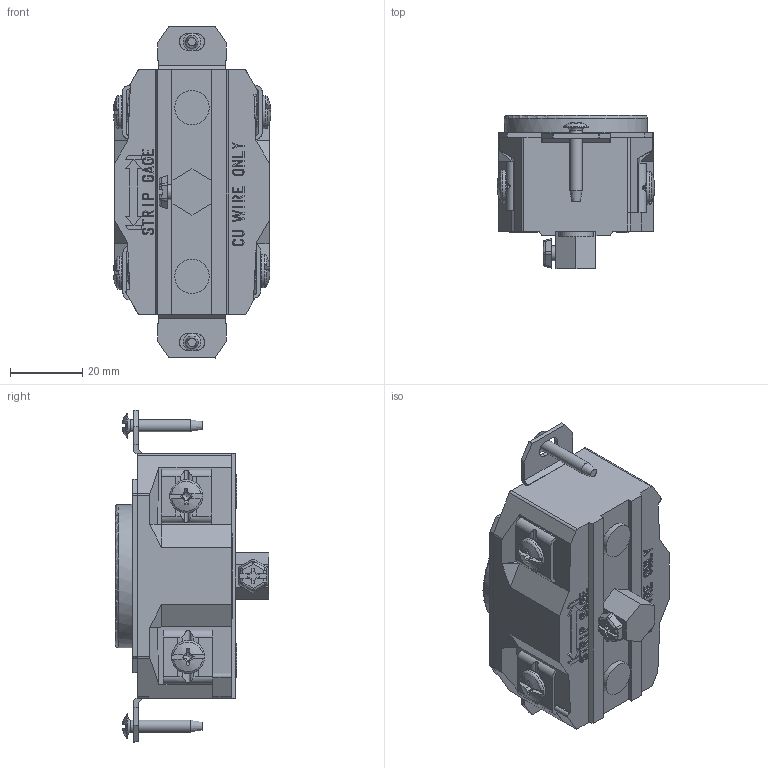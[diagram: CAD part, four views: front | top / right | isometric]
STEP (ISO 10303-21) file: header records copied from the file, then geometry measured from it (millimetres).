
FILE_DESCRIPTION (( 'STEP AP214' ), '1' );
FILE_NAME ('CATSTD-02810-000-M01.STEP', '2020-01-31T21:36:29', ( '' ), ( '' ), 'SwSTEP 2.0', 'SolidWorks 2017', '' );
FILE_SCHEMA (( 'AUTOMOTIVE_DESIGN' ));
Length unit declared in the file: inch
Products named in the file (2): CATSTD-02810-000-M01
Bounding box: 43.62 x 42.42 x 92.04 mm (x, y, z)
Volume: 80047.9 mm3; surface area: 23395.6 mm2
Topology: 13 solids, 13 shells, 1381 faces, 4072 edges, 2794 vertices
Faces by surface type: plane 947, cylinder 294, cone 73, bspline 60, torus 5, sphere 2
Full cylindrical faces by diameter (mm): 0.988 x1, 1.33 x1, 1.524 x1, 3.099 x2, 3.175 x5, 3.404 x2, 4.166 x1, 4.343 x2, 4.826 x28, 5.08 x2, 5.156 x4, 5.283 x1, 9.144 x4, 9.525 x2, 13.538 x1, 37.338 x1, 39.675 x1
Entity records: 78322 total; most frequent: CARTESIAN_POINT 26843, ORIENTED_EDGE 7766, DIRECTION 5830, EDGE_CURVE 3883, VERTEX_POINT 2695, VECTOR 2266, LINE 2266, AXIS2_PLACEMENT_3D 1782
